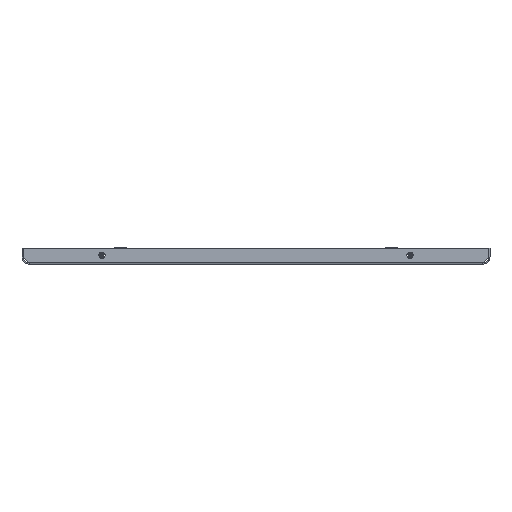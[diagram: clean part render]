
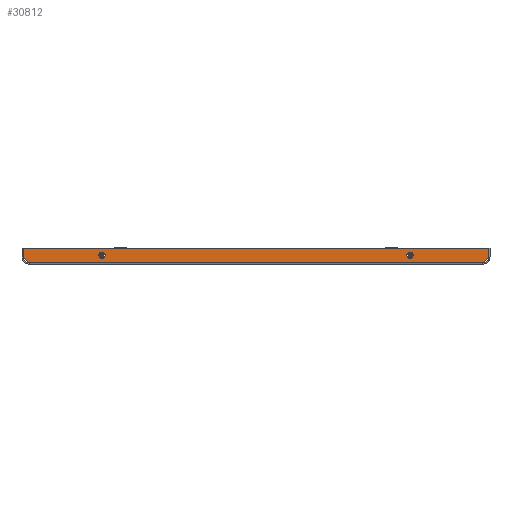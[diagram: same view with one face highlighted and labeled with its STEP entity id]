
A CAD part, front view. The second image highlights one B-rep face of the part: STEP entity #30812.
In plain terms, the highlighted planar face has unit normal (0, -1, 0).
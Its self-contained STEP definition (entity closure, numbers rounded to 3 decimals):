
#9860 = AXIS2_PLACEMENT_3D ( 'NONE', #13117, #13076, #13075 ) ;
#12397 = DIRECTION ( 'NONE',  ( 0., 0., 1. ) ) ;
#12410 = DIRECTION ( 'NONE',  ( 0., -1., 0. ) ) ;
#12767 = DIRECTION ( 'NONE',  ( 0., 1., 0. ) ) ;
#12797 = DIRECTION ( 'NONE',  ( 0., 0., 1. ) ) ;
#12896 = CARTESIAN_POINT ( 'NONE',  ( -195.5, -777.5, 11. ) ) ;
#12964 = DIRECTION ( 'NONE',  ( 0., 0., 1. ) ) ;
#12965 = DIRECTION ( 'NONE',  ( 0., -1., 0. ) ) ;
#12967 = DIRECTION ( 'NONE',  ( 0., 0., 1. ) ) ;
#12968 = DIRECTION ( 'NONE',  ( 0., 1., 0. ) ) ;
#12971 = DIRECTION ( 'NONE',  ( -0.707, 0., -0.707 ) ) ;
#12972 = CARTESIAN_POINT ( 'NONE',  ( 195.5, -777.5, 11. ) ) ;
#12973 = DIRECTION ( 'NONE',  ( 0., 0., 1. ) ) ;
#12974 = CARTESIAN_POINT ( 'NONE',  ( -295.4, -777.5, 1.51 ) ) ;
#12975 = CARTESIAN_POINT ( 'NONE',  ( -195.5, -777.5, 11. ) ) ;
#12976 = DIRECTION ( 'NONE',  ( 0.707, 0., -0.707 ) ) ;
#12977 = CARTESIAN_POINT ( 'NONE',  ( 5.725, -777.5, -280.996 ) ) ;
#12979 = DIRECTION ( 'NONE',  ( -1., 0., 0. ) ) ;
#12980 = CARTESIAN_POINT ( 'NONE',  ( -295.5, -777.5, 1.51 ) ) ;
#12981 = CARTESIAN_POINT ( 'NONE',  ( 195.5, -777.5, 11. ) ) ;
#12984 = DIRECTION ( 'NONE',  ( 0., 0., 1. ) ) ;
#12985 = CARTESIAN_POINT ( 'NONE',  ( 295.4, -777.5, 1.51 ) ) ;
#12990 = CARTESIAN_POINT ( 'NONE',  ( -301., -777.5, 14.504 ) ) ;
#12992 = DIRECTION ( 'NONE',  ( -1., 0., 0. ) ) ;
#12997 = CARTESIAN_POINT ( 'NONE',  ( -295.5, -777.5, 20. ) ) ;
#13075 = DIRECTION ( 'NONE',  ( 0., 0., 1. ) ) ;
#13076 = DIRECTION ( 'NONE',  ( 0., 1., 0. ) ) ;
#13081 = PLANE ( 'NONE',  #9860 ) ;
#13117 = CARTESIAN_POINT ( 'NONE',  ( -295.5, -777.5, 20. ) ) ;
#18111 = CARTESIAN_POINT ( 'NONE',  ( 195.5, -777.5, 15. ) ) ;
#18121 = CARTESIAN_POINT ( 'NONE',  ( 295.4, -777.5, 8.9 ) ) ;
#18128 = CARTESIAN_POINT ( 'NONE',  ( -288.016, -777.5, 1.51 ) ) ;
#18168 = CARTESIAN_POINT ( 'NONE',  ( -295.4, -777.5, 8.9 ) ) ;
#18170 = CARTESIAN_POINT ( 'NONE',  ( 288.016, -777.5, 1.51 ) ) ;
#18171 = CARTESIAN_POINT ( 'NONE',  ( 295.4, -777.5, 20. ) ) ;
#18189 = CARTESIAN_POINT ( 'NONE',  ( -295.4, -777.5, 20. ) ) ;
#18207 = CARTESIAN_POINT ( 'NONE',  ( -195.5, -777.5, 7. ) ) ;
#18239 = CARTESIAN_POINT ( 'NONE',  ( 195.5, -777.5, 7. ) ) ;
#18258 = CARTESIAN_POINT ( 'NONE',  ( -195.5, -777.5, 15. ) ) ;
#18284 = VERTEX_POINT ( 'NONE', #18258 ) ;
#18301 = VERTEX_POINT ( 'NONE', #18239 ) ;
#18330 = VERTEX_POINT ( 'NONE', #18207 ) ;
#18348 = VERTEX_POINT ( 'NONE', #18189 ) ;
#18363 = VERTEX_POINT ( 'NONE', #18171 ) ;
#18364 = VERTEX_POINT ( 'NONE', #18170 ) ;
#18366 = VERTEX_POINT ( 'NONE', #18168 ) ;
#18405 = VERTEX_POINT ( 'NONE', #18128 ) ;
#18412 = VERTEX_POINT ( 'NONE', #18121 ) ;
#18419 = VERTEX_POINT ( 'NONE', #18111 ) ;
#19554 = AXIS2_PLACEMENT_3D ( 'NONE', #12981, #12767, #12797 ) ;
#19565 = AXIS2_PLACEMENT_3D ( 'NONE', #12896, #12410, #12397 ) ;
#19996 = AXIS2_PLACEMENT_3D ( 'NONE', #12975, #12965, #12964 ) ;
#20007 = AXIS2_PLACEMENT_3D ( 'NONE', #12972, #12968, #12967 ) ;
#20816 = EDGE_CURVE ( 'NONE', #18284, #18330, #21505, .T. ) ;
#20837 = EDGE_CURVE ( 'NONE', #18301, #18419, #21494, .T. ) ;
#21175 = EDGE_CURVE ( 'NONE', #18363, #18348, #21424, .T. ) ;
#21178 = EDGE_CURVE ( 'NONE', #18412, #18363, #21416, .T. ) ;
#21179 = EDGE_CURVE ( 'NONE', #18364, #18405, #21410, .T. ) ;
#21180 = EDGE_CURVE ( 'NONE', #18366, #18405, #21412, .T. ) ;
#21181 = EDGE_CURVE ( 'NONE', #18366, #18348, #21406, .T. ) ;
#21182 = EDGE_CURVE ( 'NONE', #18412, #18364, #21417, .T. ) ;
#21184 = EDGE_CURVE ( 'NONE', #18419, #18301, #21397, .T. ) ;
#21185 = EDGE_CURVE ( 'NONE', #18330, #18284, #21395, .T. ) ;
#21395 = CIRCLE ( 'NONE', #19996, 4. ) ;
#21397 = CIRCLE ( 'NONE', #20007, 4. ) ;
#21404 = VECTOR ( 'NONE', #12971, 1000. ) ;
#21405 = VECTOR ( 'NONE', #12973, 1000. ) ;
#21406 = LINE ( 'NONE', #12974, #21405 ) ;
#21408 = VECTOR ( 'NONE', #12976, 1000. ) ;
#21409 = VECTOR ( 'NONE', #12979, 1000. ) ;
#21410 = LINE ( 'NONE', #12980, #21409 ) ;
#21412 = LINE ( 'NONE', #12990, #21408 ) ;
#21415 = VECTOR ( 'NONE', #12984, 1000. ) ;
#21416 = LINE ( 'NONE', #12985, #21415 ) ;
#21417 = LINE ( 'NONE', #12977, #21404 ) ;
#21418 = VECTOR ( 'NONE', #12992, 1000. ) ;
#21424 = LINE ( 'NONE', #12997, #21418 ) ;
#21494 = CIRCLE ( 'NONE', #19554, 4. ) ;
#21505 = CIRCLE ( 'NONE', #19565, 4. ) ;
#26116 = FACE_BOUND ( 'NONE', #27705, .T. ) ;
#26134 = FACE_BOUND ( 'NONE', #27854, .T. ) ;
#26182 = FACE_OUTER_BOUND ( 'NONE', #27829, .T. ) ;
#27705 = EDGE_LOOP ( 'NONE', ( #31442, #31338 ) ) ;
#27829 = EDGE_LOOP ( 'NONE', ( #31437, #31326, #31438, #31330, #31440, #31328 ) ) ;
#27854 = EDGE_LOOP ( 'NONE', ( #31441, #31336 ) ) ;
#30812 = ADVANCED_FACE ( 'NONE', ( #26182, #26134, #26116 ), #13081, .F. ) ;
#31326 = ORIENTED_EDGE ( 'NONE', *, *, #21180, .T. ) ;
#31328 = ORIENTED_EDGE ( 'NONE', *, *, #21175, .T. ) ;
#31330 = ORIENTED_EDGE ( 'NONE', *, *, #21182, .F. ) ;
#31336 = ORIENTED_EDGE ( 'NONE', *, *, #20837, .T. ) ;
#31338 = ORIENTED_EDGE ( 'NONE', *, *, #21185, .F. ) ;
#31437 = ORIENTED_EDGE ( 'NONE', *, *, #21181, .F. ) ;
#31438 = ORIENTED_EDGE ( 'NONE', *, *, #21179, .F. ) ;
#31440 = ORIENTED_EDGE ( 'NONE', *, *, #21178, .T. ) ;
#31441 = ORIENTED_EDGE ( 'NONE', *, *, #21184, .T. ) ;
#31442 = ORIENTED_EDGE ( 'NONE', *, *, #20816, .F. ) ;
